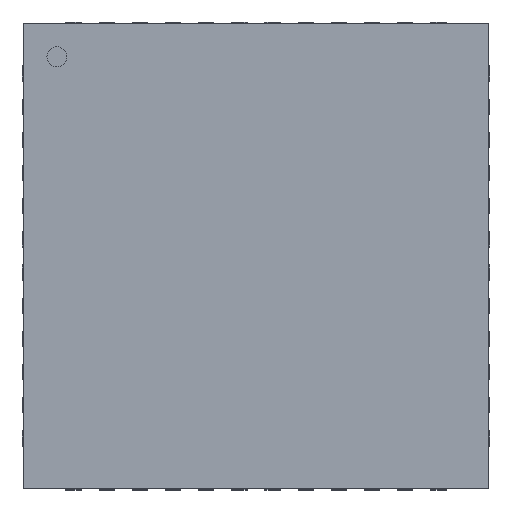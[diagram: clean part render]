
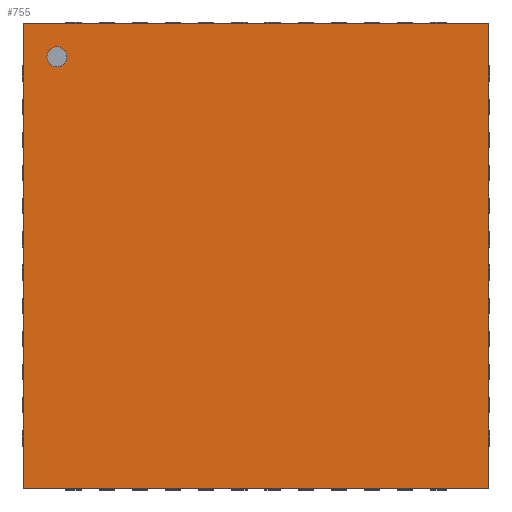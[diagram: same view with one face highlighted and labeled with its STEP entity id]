
A CAD part, top view. The second image highlights one B-rep face of the part: STEP entity #755.
In plain terms, the highlighted planar face has unit normal (0, 0, 1).
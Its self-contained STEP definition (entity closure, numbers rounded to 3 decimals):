
#144 = DIRECTION ( 'NONE',  ( 0., -1., 0. ) ) ;
#230 = CARTESIAN_POINT ( 'NONE',  ( -3.5, -3.5, 0.9 ) ) ;
#553 = ORIENTED_EDGE ( 'NONE', *, *, #7285, .T. ) ;
#674 = DIRECTION ( 'NONE',  ( 0., 0., 1. ) ) ;
#755 = ADVANCED_FACE ( 'NONE', ( #7854, #5807 ), #6963, .T. ) ;
#1696 = ORIENTED_EDGE ( 'NONE', *, *, #3322, .T. ) ;
#1841 = VERTEX_POINT ( 'NONE', #2676 ) ;
#1984 = CARTESIAN_POINT ( 'NONE',  ( 0., -3.5, 0.9 ) ) ;
#2096 = DIRECTION ( 'NONE',  ( 1., 0., 0. ) ) ;
#2563 = ORIENTED_EDGE ( 'NONE', *, *, #6657, .T. ) ;
#2676 = CARTESIAN_POINT ( 'NONE',  ( 3.5, -3.5, 0.9 ) ) ;
#3191 = DIRECTION ( 'NONE',  ( 0., 0., -1. ) ) ;
#3322 = EDGE_CURVE ( 'NONE', #1841, #10924, #10802, .T. ) ;
#3792 = VECTOR ( 'NONE', #9330, 1000. ) ;
#3905 = DIRECTION ( 'NONE',  ( 1., 0., 0. ) ) ;
#4095 = CARTESIAN_POINT ( 'NONE',  ( -3.15, 3., 0.9 ) ) ;
#4918 = CIRCLE ( 'NONE', #8864, 0.15 ) ;
#5127 = DIRECTION ( 'NONE',  ( 0., 0., -1. ) ) ;
#5133 = CIRCLE ( 'NONE', #10147, 0.15 ) ;
#5305 = CARTESIAN_POINT ( 'NONE',  ( -3., 3., 0.9 ) ) ;
#5604 = AXIS2_PLACEMENT_3D ( 'NONE', #9159, #674, #9992 ) ;
#5761 = EDGE_LOOP ( 'NONE', ( #553, #2563, #8977, #1696 ) ) ;
#5807 = FACE_BOUND ( 'NONE', #12389, .T. ) ;
#6084 = CARTESIAN_POINT ( 'NONE',  ( -3.5, 0., 0.9 ) ) ;
#6149 = CARTESIAN_POINT ( 'NONE',  ( -2.85, 3., 0.9 ) ) ;
#6252 = CARTESIAN_POINT ( 'NONE',  ( 3.5, 3.5, 0.9 ) ) ;
#6290 = VECTOR ( 'NONE', #9565, 1000. ) ;
#6657 = EDGE_CURVE ( 'NONE', #9748, #7441, #13413, .T. ) ;
#6963 = PLANE ( 'NONE',  #5604 ) ;
#6978 = DIRECTION ( 'NONE',  ( 1., 0., 0. ) ) ;
#7285 = EDGE_CURVE ( 'NONE', #10924, #9748, #7336, .T. ) ;
#7336 = LINE ( 'NONE', #12551, #3792 ) ;
#7441 = VERTEX_POINT ( 'NONE', #230 ) ;
#7486 = VECTOR ( 'NONE', #144, 1000. ) ;
#7854 = FACE_OUTER_BOUND ( 'NONE', #5761, .T. ) ;
#8277 = CARTESIAN_POINT ( 'NONE',  ( -3.5, 3.5, 0.9 ) ) ;
#8569 = EDGE_CURVE ( 'NONE', #12859, #8665, #5133, .T. ) ;
#8665 = VERTEX_POINT ( 'NONE', #4095 ) ;
#8864 = AXIS2_PLACEMENT_3D ( 'NONE', #5305, #3191, #2096 ) ;
#8977 = ORIENTED_EDGE ( 'NONE', *, *, #9806, .T. ) ;
#9120 = ORIENTED_EDGE ( 'NONE', *, *, #8569, .T. ) ;
#9159 = CARTESIAN_POINT ( 'NONE',  ( 0., 0., 0.9 ) ) ;
#9330 = DIRECTION ( 'NONE',  ( -1., 0., 0. ) ) ;
#9379 = LINE ( 'NONE', #1984, #10180 ) ;
#9565 = DIRECTION ( 'NONE',  ( 0., 1., 0. ) ) ;
#9748 = VERTEX_POINT ( 'NONE', #8277 ) ;
#9806 = EDGE_CURVE ( 'NONE', #7441, #1841, #9379, .T. ) ;
#9992 = DIRECTION ( 'NONE',  ( 1., 0., 0. ) ) ;
#10147 = AXIS2_PLACEMENT_3D ( 'NONE', #11438, #5127, #6978 ) ;
#10180 = VECTOR ( 'NONE', #3905, 1000. ) ;
#10802 = LINE ( 'NONE', #12851, #6290 ) ;
#10924 = VERTEX_POINT ( 'NONE', #6252 ) ;
#11438 = CARTESIAN_POINT ( 'NONE',  ( -3., 3., 0.9 ) ) ;
#12389 = EDGE_LOOP ( 'NONE', ( #9120, #12421 ) ) ;
#12421 = ORIENTED_EDGE ( 'NONE', *, *, #13121, .T. ) ;
#12551 = CARTESIAN_POINT ( 'NONE',  ( 0., 3.5, 0.9 ) ) ;
#12851 = CARTESIAN_POINT ( 'NONE',  ( 3.5, 0., 0.9 ) ) ;
#12859 = VERTEX_POINT ( 'NONE', #6149 ) ;
#13121 = EDGE_CURVE ( 'NONE', #8665, #12859, #4918, .T. ) ;
#13413 = LINE ( 'NONE', #6084, #7486 ) ;
